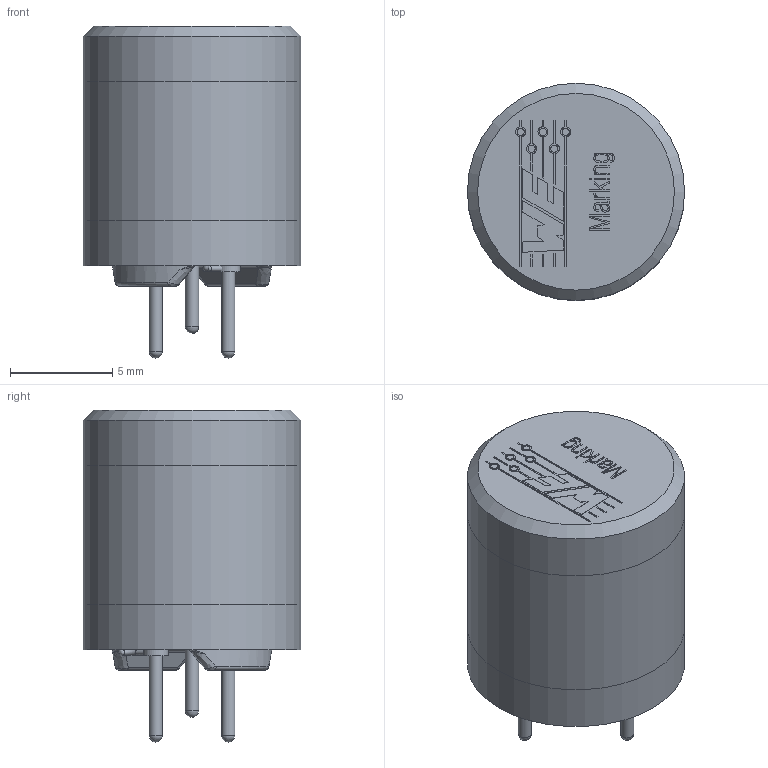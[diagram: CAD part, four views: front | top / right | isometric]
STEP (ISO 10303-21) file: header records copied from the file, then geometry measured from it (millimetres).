
FILE_DESCRIPTION( ( 'Unknown' ), '1' );
FILE_NAME( '7447471xxx.stp', 'Unknown', ( 'Unknown' ), ( 'Unknown' ), 'PSStep 13.0', 'Unknown', ' ' );
FILE_SCHEMA( ( 'AUTOMOTIVE_DESIGN { 1 0 10303 214 1 1 1 1 }' ) );
Length unit declared in the file: millimetre
Products named in the file (5): Assem1; Pin; Kern; Schirmring
Bounding box: 10.6 x 10.6 x 16.2 mm (x, y, z)
Volume: 1194.4 mm3; surface area: 2910.1 mm2
Topology: 9 solids, 9 shells, 597 faces, 1466 edges, 958 vertices
Faces by surface type: plane 427, extrusion 54, bspline 50, cylinder 45, torus 12, cone 6, sphere 3
Full cylindrical faces by diameter (mm): 0.27 x8, 0.3 x2, 0.65 x10, 1.2 x3, 4 x2, 8.6 x2, 10.6 x2
Entity records: 16805 total; most frequent: CARTESIAN_POINT 8269, ORIENTED_EDGE 1366, DIRECTION 941, EDGE_CURVE 683, VERTEX_POINT 469, EDGE_LOOP 368, B_SPLINE_CURVE_WITH_KNOTS 358, FACE_OUTER_BOUND 331
